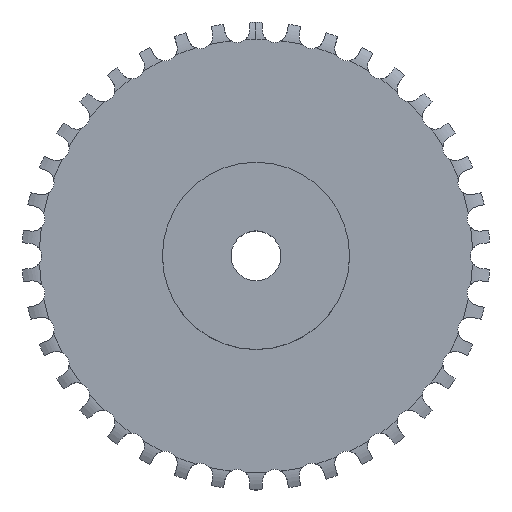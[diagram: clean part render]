
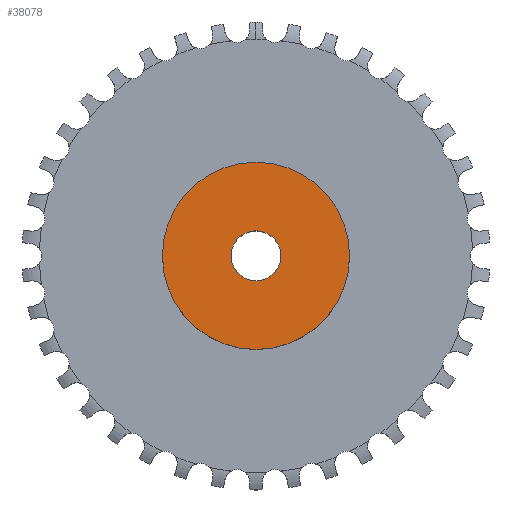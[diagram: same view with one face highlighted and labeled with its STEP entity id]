
A CAD part, top view. The second image highlights one B-rep face of the part: STEP entity #38078.
In plain terms, the highlighted planar face has unit normal (0, 0, 1).
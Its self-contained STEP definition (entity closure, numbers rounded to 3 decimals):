
#6202 = CYLINDRICAL_SURFACE('',#6203,4.);
#6203 = AXIS2_PLACEMENT_3D('',#6204,#6205,#6206);
#6204 = CARTESIAN_POINT('',(0.,0.,108.165));
#6205 = DIRECTION('',(0.,0.,1.));
#6206 = DIRECTION('',(1.,0.,-0.));
#11102 = CYLINDRICAL_SURFACE('',#11103,15.);
#11103 = AXIS2_PLACEMENT_3D('',#11104,#11105,#11106);
#11104 = CARTESIAN_POINT('',(0.,0.,0.));
#11105 = DIRECTION('',(-0.,-0.,-1.));
#11106 = DIRECTION('',(1.,0.,0.));
#31198 = EDGE_CURVE('',#31199,#31199,#31201,.T.);
#31199 = VERTEX_POINT('',#31200);
#31200 = CARTESIAN_POINT('',(4.,0.,13.7));
#31201 = SURFACE_CURVE('',#31202,(#31207,#31214),.PCURVE_S1.);
#31202 = CIRCLE('',#31203,4.);
#31203 = AXIS2_PLACEMENT_3D('',#31204,#31205,#31206);
#31204 = CARTESIAN_POINT('',(0.,0.,13.7));
#31205 = DIRECTION('',(0.,0.,1.));
#31206 = DIRECTION('',(1.,0.,-0.));
#31207 = PCURVE('',#6202,#31208);
#31208 = DEFINITIONAL_REPRESENTATION('',(#31209),#31213);
#31209 = LINE('',#31210,#31211);
#31210 = CARTESIAN_POINT('',(0.,-94.465));
#31211 = VECTOR('',#31212,1.);
#31212 = DIRECTION('',(1.,0.));
#31213 = ( GEOMETRIC_REPRESENTATION_CONTEXT(2) 
PARAMETRIC_REPRESENTATION_CONTEXT() REPRESENTATION_CONTEXT('2D SPACE',''
  ) );
#31214 = PCURVE('',#31215,#31220);
#31215 = PLANE('',#31216);
#31216 = AXIS2_PLACEMENT_3D('',#31217,#31218,#31219);
#31217 = CARTESIAN_POINT('',(0.,0.,13.7));
#31218 = DIRECTION('',(-0.,0.,1.));
#31219 = DIRECTION('',(0.,-1.,0.));
#31220 = DEFINITIONAL_REPRESENTATION('',(#31221),#31225);
#31221 = CIRCLE('',#31222,4.);
#31222 = AXIS2_PLACEMENT_2D('',#31223,#31224);
#31223 = CARTESIAN_POINT('',(0.,0.));
#31224 = DIRECTION('',(0.,1.));
#31225 = ( GEOMETRIC_REPRESENTATION_CONTEXT(2) 
PARAMETRIC_REPRESENTATION_CONTEXT() REPRESENTATION_CONTEXT('2D SPACE',''
  ) );
#35714 = VERTEX_POINT('',#35715);
#35715 = CARTESIAN_POINT('',(15.,0.,13.7));
#35736 = EDGE_CURVE('',#35714,#35714,#35737,.T.);
#35737 = SURFACE_CURVE('',#35738,(#35743,#35750),.PCURVE_S1.);
#35738 = CIRCLE('',#35739,15.);
#35739 = AXIS2_PLACEMENT_3D('',#35740,#35741,#35742);
#35740 = CARTESIAN_POINT('',(0.,0.,13.7));
#35741 = DIRECTION('',(0.,0.,1.));
#35742 = DIRECTION('',(1.,0.,0.));
#35743 = PCURVE('',#11102,#35744);
#35744 = DEFINITIONAL_REPRESENTATION('',(#35745),#35749);
#35745 = LINE('',#35746,#35747);
#35746 = CARTESIAN_POINT('',(-0.,-13.7));
#35747 = VECTOR('',#35748,1.);
#35748 = DIRECTION('',(-1.,0.));
#35749 = ( GEOMETRIC_REPRESENTATION_CONTEXT(2) 
PARAMETRIC_REPRESENTATION_CONTEXT() REPRESENTATION_CONTEXT('2D SPACE',''
  ) );
#35750 = PCURVE('',#31215,#35751);
#35751 = DEFINITIONAL_REPRESENTATION('',(#35752),#35756);
#35752 = CIRCLE('',#35753,15.);
#35753 = AXIS2_PLACEMENT_2D('',#35754,#35755);
#35754 = CARTESIAN_POINT('',(0.,0.));
#35755 = DIRECTION('',(0.,1.));
#35756 = ( GEOMETRIC_REPRESENTATION_CONTEXT(2) 
PARAMETRIC_REPRESENTATION_CONTEXT() REPRESENTATION_CONTEXT('2D SPACE',''
  ) );
#38078 = ADVANCED_FACE('',(#38079,#38082),#31215,.T.);
#38079 = FACE_BOUND('',#38080,.T.);
#38080 = EDGE_LOOP('',(#38081));
#38081 = ORIENTED_EDGE('',*,*,#35736,.T.);
#38082 = FACE_BOUND('',#38083,.T.);
#38083 = EDGE_LOOP('',(#38084));
#38084 = ORIENTED_EDGE('',*,*,#31198,.F.);
